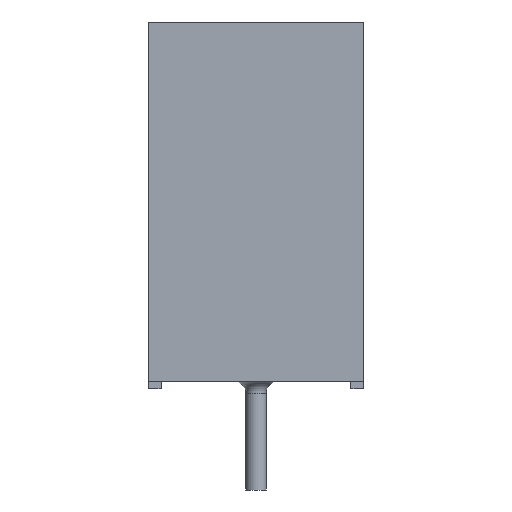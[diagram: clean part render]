
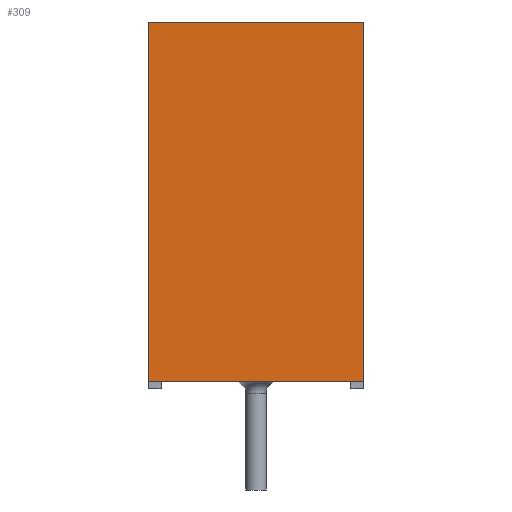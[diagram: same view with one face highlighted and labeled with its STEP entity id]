
A CAD part, left-side view. The second image highlights one B-rep face of the part: STEP entity #309.
In plain terms, the highlighted planar face has unit normal (-1, 0, 0).
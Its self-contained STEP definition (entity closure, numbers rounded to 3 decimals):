
#309 = ADVANCED_FACE( '', ( #813 ), #814, .F. );
#813 = FACE_OUTER_BOUND( '', #1552, .T. );
#814 = PLANE( '', #1553 );
#1552 = EDGE_LOOP( '', ( #2553, #2554, #2555, #2556 ) );
#1553 = AXIS2_PLACEMENT_3D( '', #2557, #2558, #2559 );
#2553 = ORIENTED_EDGE( '', *, *, #5087, .T. );
#2554 = ORIENTED_EDGE( '', *, *, #5088, .F. );
#2555 = ORIENTED_EDGE( '', *, *, #5089, .F. );
#2556 = ORIENTED_EDGE( '', *, *, #5090, .T. );
#2557 = CARTESIAN_POINT( '', ( -9., -4.25, 7.1 ) );
#2558 = DIRECTION( '', ( 1., 0., 0. ) );
#2559 = DIRECTION( '', ( 0., 0., -1. ) );
#5087 = EDGE_CURVE( '', #5987, #5988, #5989, .T. );
#5088 = EDGE_CURVE( '', #5990, #5988, #5991, .T. );
#5089 = EDGE_CURVE( '', #5992, #5990, #5993, .T. );
#5090 = EDGE_CURVE( '', #5992, #5987, #5994, .T. );
#5987 = VERTEX_POINT( '', #7614 );
#5988 = VERTEX_POINT( '', #7615 );
#5989 = LINE( '', #7616, #7617 );
#5990 = VERTEX_POINT( '', #7618 );
#5991 = LINE( '', #7619, #7620 );
#5992 = VERTEX_POINT( '', #7621 );
#5993 = LINE( '', #7622, #7623 );
#5994 = LINE( '', #7624, #7625 );
#7614 = CARTESIAN_POINT( '', ( -9., 4.25, 7.1 ) );
#7615 = CARTESIAN_POINT( '', ( -9., 4.25, -7.1 ) );
#7616 = CARTESIAN_POINT( '', ( -9., 4.25, 7.1 ) );
#7617 = VECTOR( '', #10207, 1000. );
#7618 = CARTESIAN_POINT( '', ( -9., -4.25, -7.1 ) );
#7619 = CARTESIAN_POINT( '', ( -9., -4.25, -7.1 ) );
#7620 = VECTOR( '', #10208, 1000. );
#7621 = CARTESIAN_POINT( '', ( -9., -4.25, 7.1 ) );
#7622 = CARTESIAN_POINT( '', ( -9., -4.25, 7.1 ) );
#7623 = VECTOR( '', #10209, 1000. );
#7624 = CARTESIAN_POINT( '', ( -9., -4.25, 7.1 ) );
#7625 = VECTOR( '', #10210, 1000. );
#10207 = DIRECTION( '', ( 0., 0., -1. ) );
#10208 = DIRECTION( '', ( 0., 1., 0. ) );
#10209 = DIRECTION( '', ( 0., 0., -1. ) );
#10210 = DIRECTION( '', ( 0., 1., 0. ) );
